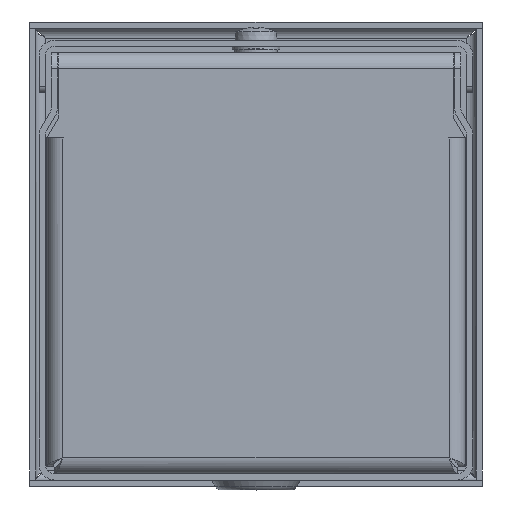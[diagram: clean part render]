
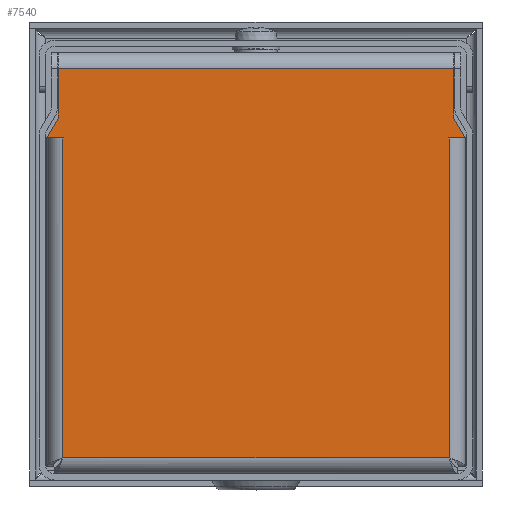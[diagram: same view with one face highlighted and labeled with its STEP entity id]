
A CAD part, front view. The second image highlights one B-rep face of the part: STEP entity #7540.
In plain terms, the highlighted planar face has unit normal (0, -1, 0).
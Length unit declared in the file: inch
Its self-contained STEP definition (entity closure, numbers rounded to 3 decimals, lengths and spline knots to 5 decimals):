
#164 = EDGE_CURVE ( 'NONE', #7890, #8537, #10751, .T. ) ;
#219 = VERTEX_POINT ( 'NONE', #6991 ) ;
#239 = VERTEX_POINT ( 'NONE', #2499 ) ;
#379 = CARTESIAN_POINT ( 'NONE',  ( 1.98426, -3., 1.26432 ) ) ;
#455 = DIRECTION ( 'NONE',  ( 1., 0., 0. ) ) ;
#651 = CARTESIAN_POINT ( 'NONE',  ( 0.9375, -3., 1.92387 ) ) ;
#745 = CARTESIAN_POINT ( 'NONE',  ( 1.875, -3., 0.76509 ) ) ;
#761 = CARTESIAN_POINT ( 'NONE',  ( -1.83162, -3., -1.77063 ) ) ;
#784 = CARTESIAN_POINT ( 'NONE',  ( -1.83143, -3., 0.67047 ) ) ;
#890 = VECTOR ( 'NONE', #11234, 39.37008 ) ;
#1105 = LINE ( 'NONE', #11114, #1519 ) ;
#1119 = VECTOR ( 'NONE', #10473, 39.37008 ) ;
#1181 = EDGE_CURVE ( 'NONE', #7668, #6378, #8286, .T. ) ;
#1290 = CARTESIAN_POINT ( 'NONE',  ( -1.83162, -3., 1.26412 ) ) ;
#1435 = LINE ( 'NONE', #2670, #9173 ) ;
#1519 = VECTOR ( 'NONE', #5872, 39.37008 ) ;
#1670 = VERTEX_POINT ( 'NONE', #1290 ) ;
#1821 = VECTOR ( 'NONE', #7988, 39.37008 ) ;
#2128 = ORIENTED_EDGE ( 'NONE', *, *, #8860, .T. ) ;
#2208 = CARTESIAN_POINT ( 'NONE',  ( -1.93874, -3., 1.34316 ) ) ;
#2239 = CARTESIAN_POINT ( 'NONE',  ( 0.99219, -3., 1.26412 ) ) ;
#2274 = PLANE ( 'NONE',  #6272 ) ;
#2286 = LINE ( 'NONE', #4226, #890 ) ;
#2330 = CARTESIAN_POINT ( 'NONE',  ( 1.875, -3., 1.92387 ) ) ;
#2353 = DIRECTION ( 'NONE',  ( -1., 0., 0. ) ) ;
#2499 = CARTESIAN_POINT ( 'NONE',  ( 1.83163, -3., 1.26412 ) ) ;
#2555 = EDGE_LOOP ( 'NONE', ( #3648, #9144, #3730, #8419, #11382, #7998, #5686, #2128, #9228, #4736, #10276, #8853, #3219, #8479 ) ) ;
#2562 = LINE ( 'NONE', #4129, #5850 ) ;
#2625 = CARTESIAN_POINT ( 'NONE',  ( -1.875, -3., 1.92387 ) ) ;
#2670 = CARTESIAN_POINT ( 'NONE',  ( -0.91581, -3., -1.77063 ) ) ;
#2712 = EDGE_CURVE ( 'NONE', #219, #5225, #6540, .T. ) ;
#2748 = VECTOR ( 'NONE', #8499, 39.37008 ) ;
#2853 = VERTEX_POINT ( 'NONE', #4912 ) ;
#2982 = VECTOR ( 'NONE', #5617, 39.37008 ) ;
#3219 = ORIENTED_EDGE ( 'NONE', *, *, #8461, .T. ) ;
#3450 = LINE ( 'NONE', #11141, #10198 ) ;
#3480 = CARTESIAN_POINT ( 'NONE',  ( 1.875, -3., 1.45356 ) ) ;
#3648 = ORIENTED_EDGE ( 'NONE', *, *, #10583, .T. ) ;
#3680 = CARTESIAN_POINT ( 'NONE',  ( -1.875, -3., 1.07662 ) ) ;
#3730 = ORIENTED_EDGE ( 'NONE', *, *, #4728, .T. ) ;
#4110 = CARTESIAN_POINT ( 'NONE',  ( -0.99213, -3., 1.26432 ) ) ;
#4129 = CARTESIAN_POINT ( 'NONE',  ( -1.83163, -3., 0.67037 ) ) ;
#4175 = EDGE_CURVE ( 'NONE', #5019, #6565, #8871, .T. ) ;
#4226 = CARTESIAN_POINT ( 'NONE',  ( 1.83143, -3., 0.67037 ) ) ;
#4604 = EDGE_CURVE ( 'NONE', #2853, #1670, #3450, .T. ) ;
#4685 = VECTOR ( 'NONE', #9343, 39.37008 ) ;
#4728 = EDGE_CURVE ( 'NONE', #6565, #7668, #11265, .T. ) ;
#4736 = ORIENTED_EDGE ( 'NONE', *, *, #6590, .T. ) ;
#4751 = LINE ( 'NONE', #784, #6140 ) ;
#4756 = VERTEX_POINT ( 'NONE', #9277 ) ;
#4822 = FACE_OUTER_BOUND ( 'NONE', #2555, .T. ) ;
#4877 = VECTOR ( 'NONE', #8493, 39.37008 ) ;
#4912 = CARTESIAN_POINT ( 'NONE',  ( -1.83142, -3., 1.26412 ) ) ;
#5019 = VERTEX_POINT ( 'NONE', #2625 ) ;
#5225 = VERTEX_POINT ( 'NONE', #379 ) ;
#5345 = VERTEX_POINT ( 'NONE', #761 ) ;
#5413 = EDGE_CURVE ( 'NONE', #4756, #219, #2286, .T. ) ;
#5535 = DIRECTION ( 'NONE',  ( 1., 0., 0. ) ) ;
#5617 = DIRECTION ( 'NONE',  ( -0.5, 0., 0.866 ) ) ;
#5686 = ORIENTED_EDGE ( 'NONE', *, *, #5884, .T. ) ;
#5713 = CARTESIAN_POINT ( 'NONE',  ( 0., -3., 0.07662 ) ) ;
#5850 = VECTOR ( 'NONE', #10274, 39.37008 ) ;
#5872 = DIRECTION ( 'NONE',  ( 0., 0., 1. ) ) ;
#5884 = EDGE_CURVE ( 'NONE', #1670, #5345, #2562, .T. ) ;
#6140 = VECTOR ( 'NONE', #7110, 39.37008 ) ;
#6249 = EDGE_CURVE ( 'NONE', #6378, #2853, #4751, .T. ) ;
#6272 = AXIS2_PLACEMENT_3D ( 'NONE', #5713, #6684, #455 ) ;
#6378 = VERTEX_POINT ( 'NONE', #7819 ) ;
#6393 = CARTESIAN_POINT ( 'NONE',  ( 1.99343, -3., 1.24844 ) ) ;
#6540 = LINE ( 'NONE', #7430, #8330 ) ;
#6565 = VERTEX_POINT ( 'NONE', #9308 ) ;
#6590 = EDGE_CURVE ( 'NONE', #239, #4756, #7656, .T. ) ;
#6684 = DIRECTION ( 'NONE',  ( 0., 1., 0. ) ) ;
#6776 = VECTOR ( 'NONE', #10346, 39.37008 ) ;
#6991 = CARTESIAN_POINT ( 'NONE',  ( 1.83143, -3., 1.26432 ) ) ;
#7110 = DIRECTION ( 'NONE',  ( 0., 0., -1. ) ) ;
#7430 = CARTESIAN_POINT ( 'NONE',  ( 0.91571, -3., 1.26432 ) ) ;
#7540 = ADVANCED_FACE ( 'NONE', ( #4822 ), #2274, .F. ) ;
#7548 = CARTESIAN_POINT ( 'NONE',  ( -1.98426, -3., 1.26432 ) ) ;
#7656 = LINE ( 'NONE', #2239, #4877 ) ;
#7668 = VERTEX_POINT ( 'NONE', #7548 ) ;
#7819 = CARTESIAN_POINT ( 'NONE',  ( -1.83142, -3., 1.26432 ) ) ;
#7890 = VERTEX_POINT ( 'NONE', #3480 ) ;
#7988 = DIRECTION ( 'NONE',  ( 0., 0., -1. ) ) ;
#7998 = ORIENTED_EDGE ( 'NONE', *, *, #4604, .T. ) ;
#8209 = CARTESIAN_POINT ( 'NONE',  ( 1.83163, -3., -1.77063 ) ) ;
#8286 = LINE ( 'NONE', #4110, #4685 ) ;
#8330 = VECTOR ( 'NONE', #10854, 39.37008 ) ;
#8419 = ORIENTED_EDGE ( 'NONE', *, *, #1181, .T. ) ;
#8461 = EDGE_CURVE ( 'NONE', #5225, #7890, #9070, .T. ) ;
#8479 = ORIENTED_EDGE ( 'NONE', *, *, #164, .T. ) ;
#8493 = DIRECTION ( 'NONE',  ( -1., 0., 0. ) ) ;
#8499 = DIRECTION ( 'NONE',  ( -0.5, 0., -0.866 ) ) ;
#8537 = VERTEX_POINT ( 'NONE', #2330 ) ;
#8853 = ORIENTED_EDGE ( 'NONE', *, *, #2712, .T. ) ;
#8860 = EDGE_CURVE ( 'NONE', #5345, #8956, #1435, .T. ) ;
#8871 = LINE ( 'NONE', #3680, #1821 ) ;
#8956 = VERTEX_POINT ( 'NONE', #8209 ) ;
#9070 = LINE ( 'NONE', #6393, #2982 ) ;
#9144 = ORIENTED_EDGE ( 'NONE', *, *, #4175, .T. ) ;
#9173 = VECTOR ( 'NONE', #5535, 39.37008 ) ;
#9228 = ORIENTED_EDGE ( 'NONE', *, *, #10684, .T. ) ;
#9277 = CARTESIAN_POINT ( 'NONE',  ( 1.83143, -3., 1.26412 ) ) ;
#9308 = CARTESIAN_POINT ( 'NONE',  ( -1.875, -3., 1.45356 ) ) ;
#9343 = DIRECTION ( 'NONE',  ( 1., 0., 0. ) ) ;
#10198 = VECTOR ( 'NONE', #2353, 39.37008 ) ;
#10274 = DIRECTION ( 'NONE',  ( 0., 0., -1. ) ) ;
#10276 = ORIENTED_EDGE ( 'NONE', *, *, #5413, .T. ) ;
#10346 = DIRECTION ( 'NONE',  ( -1., 0., 0. ) ) ;
#10473 = DIRECTION ( 'NONE',  ( 0., 0., 1. ) ) ;
#10583 = EDGE_CURVE ( 'NONE', #8537, #5019, #11139, .T. ) ;
#10684 = EDGE_CURVE ( 'NONE', #8956, #239, #1105, .T. ) ;
#10751 = LINE ( 'NONE', #745, #1119 ) ;
#10854 = DIRECTION ( 'NONE',  ( 1., 0., 0. ) ) ;
#11114 = CARTESIAN_POINT ( 'NONE',  ( 1.83163, -3., -0.847 ) ) ;
#11139 = LINE ( 'NONE', #651, #6776 ) ;
#11141 = CARTESIAN_POINT ( 'NONE',  ( -0.91571, -3., 1.26412 ) ) ;
#11234 = DIRECTION ( 'NONE',  ( 0., 0., 1. ) ) ;
#11265 = LINE ( 'NONE', #2208, #2748 ) ;
#11382 = ORIENTED_EDGE ( 'NONE', *, *, #6249, .T. ) ;
